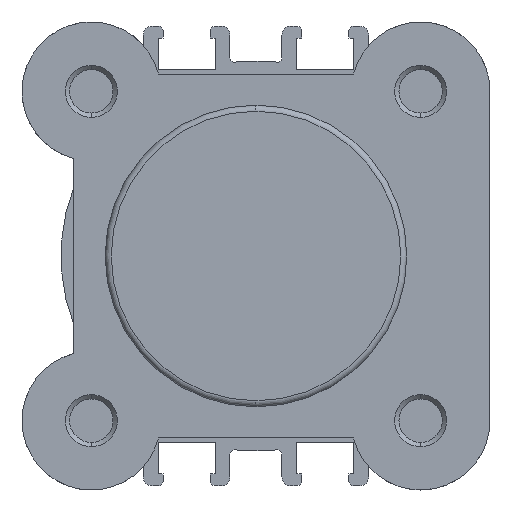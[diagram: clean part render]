
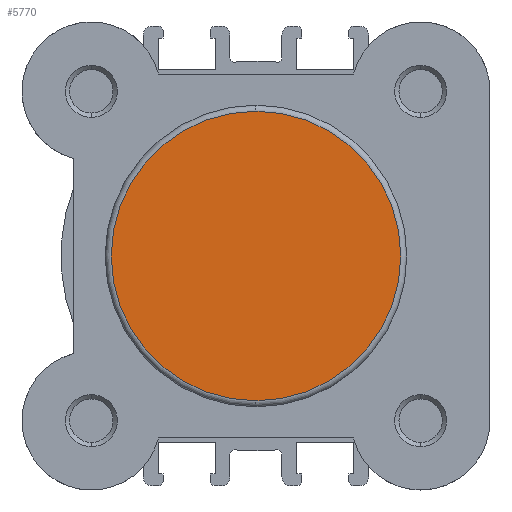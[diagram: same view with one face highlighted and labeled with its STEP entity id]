
A CAD part, left-side view. The second image highlights one B-rep face of the part: STEP entity #5770.
In plain terms, the highlighted planar face has unit normal (-1, 0, 0).
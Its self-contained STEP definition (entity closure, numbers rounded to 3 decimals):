
#1591 = CARTESIAN_POINT ( 'NONE',  ( 0., 0., 16.7 ) ) ;
#1592 = CARTESIAN_POINT ( 'NONE',  ( 0., 0., -16.7 ) ) ;
#2469 = PLANE ( 'NONE',  #6434 ) ;
#2715 = FACE_OUTER_BOUND ( 'NONE', #4750, .T. ) ;
#3327 = CIRCLE ( 'NONE', #6703, 16.7 ) ;
#3421 = CIRCLE ( 'NONE', #6736, 16.7 ) ;
#3499 = CARTESIAN_POINT ( 'NONE',  ( 0., -17.4, 0. ) ) ;
#3509 = DIRECTION ( 'NONE',  ( -1., 0., 0. ) ) ;
#3510 = DIRECTION ( 'NONE',  ( 0., 0., 1. ) ) ;
#4624 = CARTESIAN_POINT ( 'NONE',  ( 0., 0., 0. ) ) ;
#4625 = DIRECTION ( 'NONE',  ( -1., 0., 0. ) ) ;
#4626 = DIRECTION ( 'NONE',  ( 0., 0., 1. ) ) ;
#4750 = EDGE_LOOP ( 'NONE', ( #6958, #7025 ) ) ;
#5118 = VERTEX_POINT ( 'NONE', #1591 ) ;
#5119 = VERTEX_POINT ( 'NONE', #1592 ) ;
#5770 = ADVANCED_FACE ( 'NONE', ( #2715 ), #2469, .T. ) ;
#6140 = EDGE_CURVE ( 'NONE', #5118, #5119, #3327, .T. ) ;
#6205 = EDGE_CURVE ( 'NONE', #5119, #5118, #3421, .T. ) ;
#6434 = AXIS2_PLACEMENT_3D ( 'NONE', #3499, #3509, #3510 ) ;
#6703 = AXIS2_PLACEMENT_3D ( 'NONE', #4624, #4625, #4626 ) ;
#6736 = AXIS2_PLACEMENT_3D ( 'NONE', #7357, #7365, #7366 ) ;
#6958 = ORIENTED_EDGE ( 'NONE', *, *, #6140, .T. ) ;
#7025 = ORIENTED_EDGE ( 'NONE', *, *, #6205, .T. ) ;
#7357 = CARTESIAN_POINT ( 'NONE',  ( 0., 0., 0. ) ) ;
#7365 = DIRECTION ( 'NONE',  ( -1., 0., 0. ) ) ;
#7366 = DIRECTION ( 'NONE',  ( 0., 0., 1. ) ) ;
